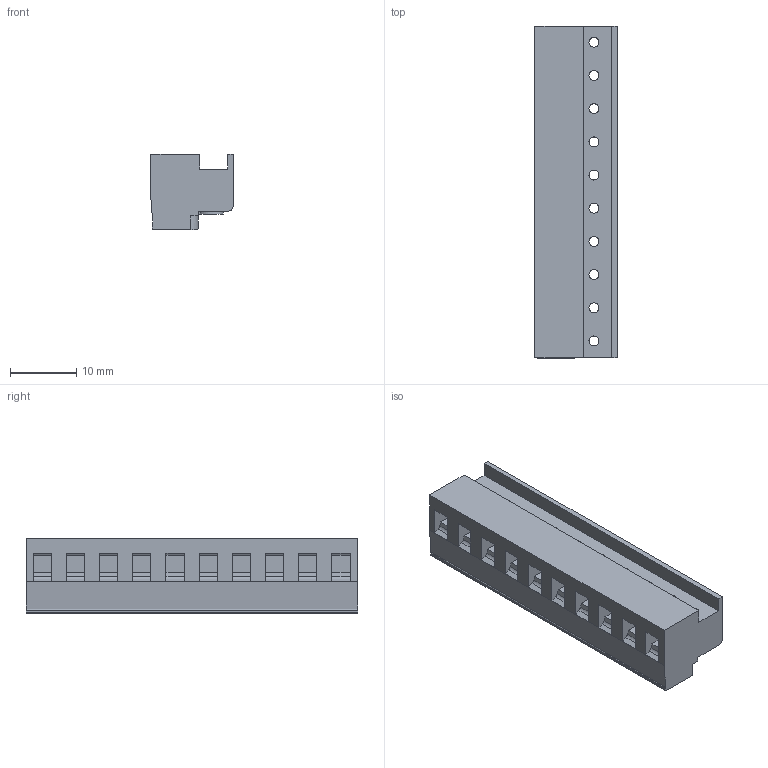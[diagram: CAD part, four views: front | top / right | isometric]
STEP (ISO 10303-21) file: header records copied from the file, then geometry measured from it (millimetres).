
FILE_DESCRIPTION((''),'2;1');
FILE_NAME('TL219T-XXP-XC','2024-11-26T09:12:50',('sheji'),(''),'CREO PARAMETRIC BY PTC INC, 2018100','CREO PARAMETRIC BY PTC INC, 2018100','');
FILE_SCHEMA(('CONFIG_CONTROL_DESIGN'));
Length unit declared in the file: millimetre
Products named in the file (1): TL219T-XXP-XC
Bounding box: 12.4 x 50 x 11.3 mm (x, y, z)
Volume: 5121.6 mm3; surface area: 3867.3 mm2
Topology: 1 solids, 1 shells, 319 faces, 891 edges, 594 vertices
Faces by surface type: plane 206, cylinder 113
Entity records: 10528 total; most frequent: CARTESIAN_POINT 2023, ORIENTED_EDGE 1782, DIRECTION 1755, EDGE_CURVE 891, VECTOR 625, LINE 625, VERTEX_POINT 594, AXIS2_PLACEMENT_3D 565
